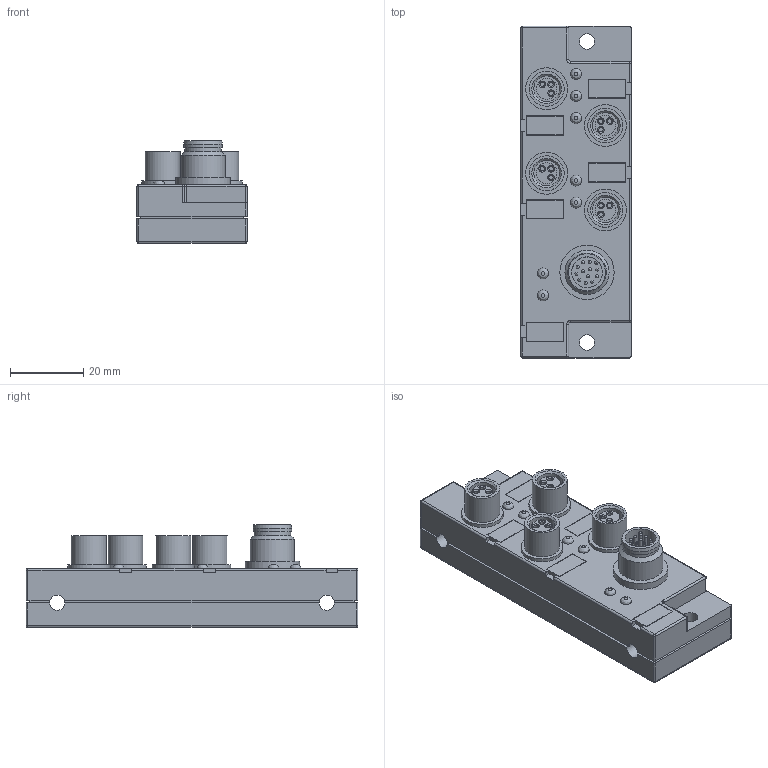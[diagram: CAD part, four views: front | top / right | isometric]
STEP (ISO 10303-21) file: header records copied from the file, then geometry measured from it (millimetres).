
FILE_DESCRIPTION((''),'2;1');
FILE_NAME('VL30C171.stp','2014-06-28T21:05:22',('Administrator'),(''),'Autodesk Inventor 11','Autodesk Inventor 11','');
FILE_SCHEMA(('AUTOMOTIVE_DESIGN { 1 0 10303 214 1 1 1 1 }'));
Length unit declared in the file: millimetre
Products named in the file (1): VL30C171
Bounding box: 30 x 90.4 x 28.05 mm (x, y, z)
Volume: 43001.8 mm3; surface area: 16148.9 mm2
Topology: 1 solids, 6 shells, 307 faces, 704 edges, 443 vertices
Faces by surface type: plane 169, cylinder 88, sphere 22, cone 18, bspline 8, torus 2
Full cylindrical faces by diameter (mm): 0.8 x12, 1.2 x12, 4.2 x4, 5.657 x4, 7 x4, 8.4 x1, 9.5 x4, 10 x1, 10.5 x1, 11.3 x4, 11.4 x4, 12 x1, 14 x1, 14.8 x1
Entity records: 8214 total; most frequent: CARTESIAN_POINT 1668, DIRECTION 1397, ORIENTED_EDGE 1156, EDGE_CURVE 578, AXIS2_PLACEMENT_3D 521, EDGE_LOOP 450, VERTEX_POINT 418, VECTOR 355
